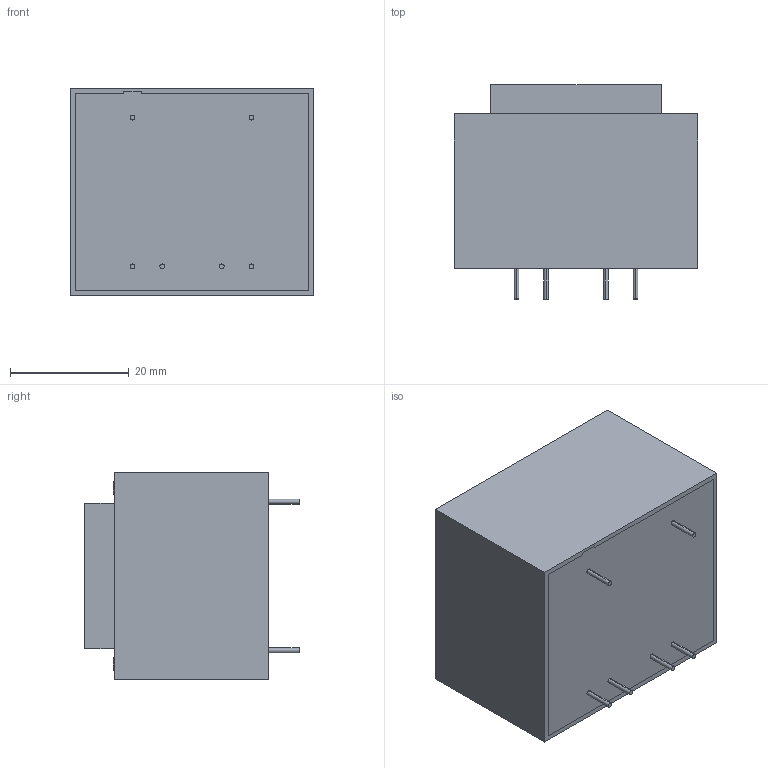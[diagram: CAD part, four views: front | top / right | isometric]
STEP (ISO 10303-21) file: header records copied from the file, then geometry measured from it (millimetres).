
FILE_DESCRIPTION (( 'STEP AP214' ), '1' );
FILE_NAME ('322253.STEP', '2020-12-07T10:07:16', ( '' ), ( '' ), 'SwSTEP 2.0', 'SolidWorks 2018', '' );
FILE_SCHEMA (( 'AUTOMOTIVE_DESIGN' ));
Length unit declared in the file: millimetre
Products named in the file (1): 322253
Bounding box: 40.9 x 36 x 34.9 mm (x, y, z)
Volume: 40548.8 mm3; surface area: 7403.4 mm2
Topology: 1 solids, 1 shells, 185 faces, 482 edges, 324 vertices
Faces by surface type: bspline 93, plane 80, cylinder 12
Entity records: 6194 total; most frequent: CARTESIAN_POINT 2219, ORIENTED_EDGE 964, DIRECTION 506, EDGE_CURVE 482, VERTEX_POINT 324, LINE 272, VECTOR 272, EDGE_LOOP 210
